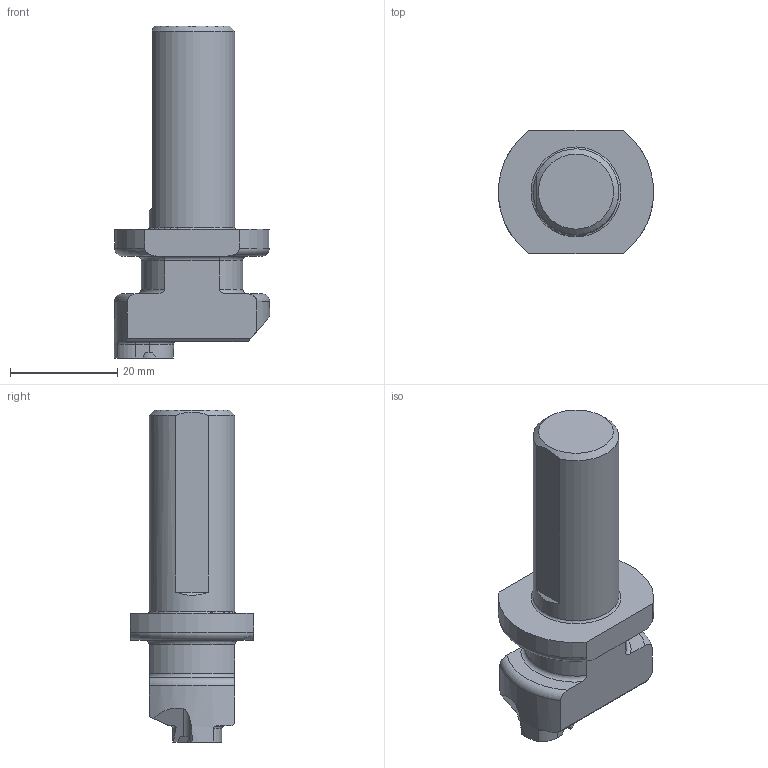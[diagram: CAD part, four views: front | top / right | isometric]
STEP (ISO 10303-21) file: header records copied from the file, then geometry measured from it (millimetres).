
FILE_DESCRIPTION(/* description */ (''),/* implementation_level */ '2;1');
FILE_NAME(/* name */ '1554469758074.stp',/* time_stamp */ '2019-04-05T15:09:31+02:00',/* author */ (''),/* organization */ ('SMS'),/* preprocessor_version */ 'ST-DEVELOPER v15',/* originating_system */ 'SIEMENS PLM Software NX 8.5',/* authorisation */ '');
FILE_SCHEMA (('AUTOMOTIVE_DESIGN { 1 0 10303 214 3 1 1 1 }'));
Length unit declared in the file: millimetre
Products named in the file (1): 111156000mod000_01
Bounding box: 29 x 23 x 62 mm (x, y, z)
Volume: 16247.6 mm3; surface area: 4906.6 mm2
Topology: 1 solids, 1 shells, 67 faces, 180 edges, 120 vertices
Faces by surface type: plane 32, cylinder 22, torus 12, cone 1
Full cylindrical faces by diameter (mm): 16 x1
Entity records: 2417 total; most frequent: CARTESIAN_POINT 712, ORIENTED_EDGE 350, DIRECTION 348, EDGE_CURVE 175, AXIS2_PLACEMENT_3D 134, VERTEX_POINT 115, LINE 80, VECTOR 80
